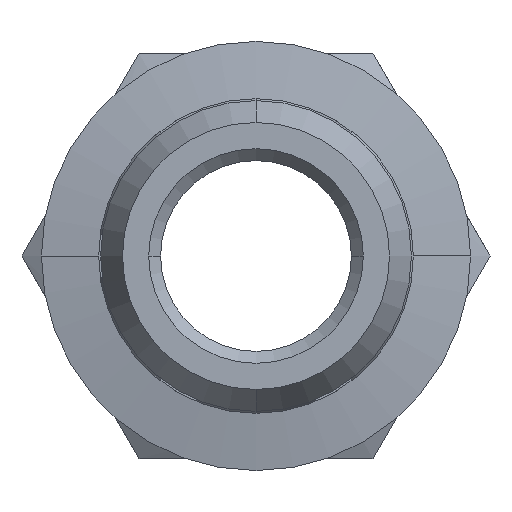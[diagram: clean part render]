
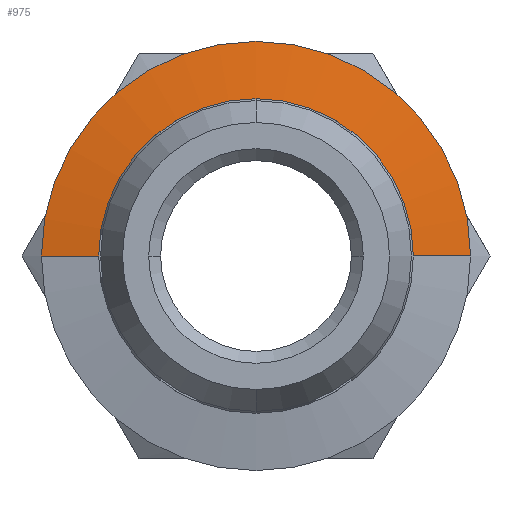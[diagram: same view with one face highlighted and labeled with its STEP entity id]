
A CAD part, front view. The second image highlights one B-rep face of the part: STEP entity #975.
In plain terms, the highlighted conical face has half-angle 80.538 degrees and reference radius 6.6 mm.
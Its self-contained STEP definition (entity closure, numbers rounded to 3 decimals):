
#315 = FACE_OUTER_BOUND ( 'NONE', #2065, .T. ) ;
#323 = CONICAL_SURFACE ( 'NONE', #1773, 6.6, 1.406 ) ;
#339 = CARTESIAN_POINT ( 'NONE',  ( 0., 6.2, 0. ) ) ;
#340 = DIRECTION ( 'NONE',  ( 0., 1., 0. ) ) ;
#350 = DIRECTION ( 'NONE',  ( -1., 0., 0. ) ) ;
#553 = EDGE_CURVE ( 'NONE', #1938, #1941, #3110, .T. ) ;
#554 = EDGE_CURVE ( 'NONE', #1939, #1945, #3107, .T. ) ;
#555 = EDGE_CURVE ( 'NONE', #1939, #1938, #3111, .T. ) ;
#559 = EDGE_CURVE ( 'NONE', #1945, #1941, #3119, .T. ) ;
#727 = AXIS2_PLACEMENT_3D ( 'NONE', #2703, #2704, #2705 ) ;
#729 = AXIS2_PLACEMENT_3D ( 'NONE', #2713, #2714, #2715 ) ;
#975 = ADVANCED_FACE ( 'NONE', ( #315 ), #323, .T. ) ;
#1270 = CARTESIAN_POINT ( 'NONE',  ( -6.6, 6.2, 0. ) ) ;
#1271 = CARTESIAN_POINT ( 'NONE',  ( 6.6, 6.2, 0. ) ) ;
#1273 = CARTESIAN_POINT ( 'NONE',  ( -9., 6.6, 0. ) ) ;
#1277 = CARTESIAN_POINT ( 'NONE',  ( 9., 6.6, 0. ) ) ;
#1773 = AXIS2_PLACEMENT_3D ( 'NONE', #339, #340, #350 ) ;
#1874 = ORIENTED_EDGE ( 'NONE', *, *, #555, .F. ) ;
#1875 = ORIENTED_EDGE ( 'NONE', *, *, #554, .T. ) ;
#1876 = ORIENTED_EDGE ( 'NONE', *, *, #559, .T. ) ;
#1877 = ORIENTED_EDGE ( 'NONE', *, *, #553, .F. ) ;
#1938 = VERTEX_POINT ( 'NONE', #1270 ) ;
#1939 = VERTEX_POINT ( 'NONE', #1271 ) ;
#1941 = VERTEX_POINT ( 'NONE', #1273 ) ;
#1945 = VERTEX_POINT ( 'NONE', #1277 ) ;
#2065 = EDGE_LOOP ( 'NONE', ( #1874, #1875, #1876, #1877 ) ) ;
#2678 = DIRECTION ( 'NONE',  ( -0.986, 0.164, 0. ) ) ;
#2695 = CARTESIAN_POINT ( 'NONE',  ( -6.6, 6.2, 0. ) ) ;
#2696 = CARTESIAN_POINT ( 'NONE',  ( 6.6, 6.2, 0. ) ) ;
#2700 = DIRECTION ( 'NONE',  ( 0.986, 0.164, 0. ) ) ;
#2703 = CARTESIAN_POINT ( 'NONE',  ( 0., 6.2, 0. ) ) ;
#2704 = DIRECTION ( 'NONE',  ( 0., -1., 0. ) ) ;
#2705 = DIRECTION ( 'NONE',  ( 1., 0., 0. ) ) ;
#2713 = CARTESIAN_POINT ( 'NONE',  ( 0., 6.6, 0. ) ) ;
#2714 = DIRECTION ( 'NONE',  ( 0., -1., 0. ) ) ;
#2715 = DIRECTION ( 'NONE',  ( 1., 0., 0. ) ) ;
#3107 = LINE ( 'NONE', #2696, #3114 ) ;
#3110 = LINE ( 'NONE', #2695, #3112 ) ;
#3111 = CIRCLE ( 'NONE', #727, 6.6 ) ;
#3112 = VECTOR ( 'NONE', #2678, 1000. ) ;
#3114 = VECTOR ( 'NONE', #2700, 1000. ) ;
#3119 = CIRCLE ( 'NONE', #729, 9. ) ;
